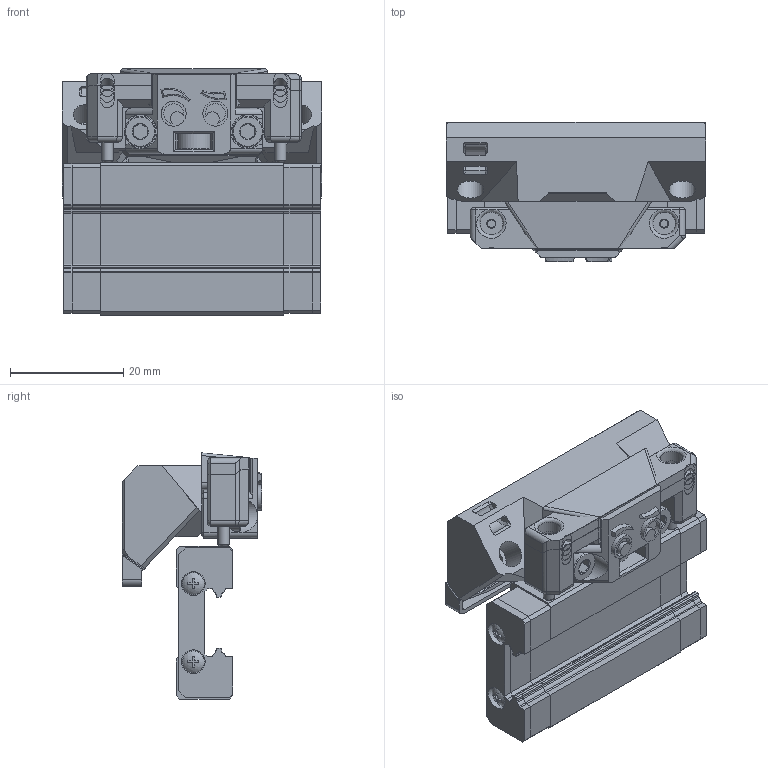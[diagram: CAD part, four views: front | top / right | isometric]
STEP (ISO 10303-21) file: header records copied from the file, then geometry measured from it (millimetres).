
FILE_DESCRIPTION(/* description */ (''),/* implementation_level */ '2;1');
FILE_NAME(/* name */ 'Unklicky_TAP.step',/* time_stamp */ '2022-11-24T00:46:06Z',/* author */ (''),/* organization */ (''),/* preprocessor_version */ 'ST-DEVELOPER v19.2',/* originating_system */ 'Autodesk Translation Framework v11.17.0.187',/* authorisation */ '');
FILE_SCHEMA (('AUTOMOTIVE_DESIGN { 1 0 10303 214 3 1 1 }'));
Length unit declared in the file: millimetre
Products named in the file (21): Unklicky_TAP; Unklicky TAP; Unklicky_TAP_Body; Extras (3); Magnets 6x3; M3x8 SHCS x2; Unklicky_TAP_pin; Extras (2); M2x10 Self-tapping Screw (14); Magnets 6x3 (1); Upper_TAP_PCB; MGN12H v2; PRODUCT_NAME_1; PRODUCT_NAME_6; PRODUCT_NAME_5; PRODUCT_NAME_7; PRODUCT_NAME_4; PRODUCT_NAME_8; PRODUCT_NAME_3; PRODUCT_NAME_2; PRODUCT_NAME_9
Assembly tree (20 placements, depth 5):
  Unklicky_TAP
    Unklicky TAP
      Unklicky_TAP_Body
        Extras (3)
          Magnets 6x3
          M3x8 SHCS x2
      Unklicky_TAP_pin
        Extras (2)
          M2x10 Self-tapping Screw (14)
          Magnets 6x3 (1)
      Upper_TAP_PCB
      MGN12H v2
        PRODUCT_NAME_1
        PRODUCT_NAME_6
        PRODUCT_NAME_5
        PRODUCT_NAME_7
        PRODUCT_NAME_4
        PRODUCT_NAME_8
        PRODUCT_NAME_3
        PRODUCT_NAME_2
        PRODUCT_NAME_9
Bounding box: 45.8 x 24.67 x 43.48 mm (x, y, z)
Volume: 25507.1 mm3; surface area: 20723.6 mm2
Topology: 23 solids, 23 shells, 1179 faces, 3039 edges, 1951 vertices
Faces by surface type: plane 648, cylinder 307, bspline 118, cone 88, sphere 18
Full cylindrical faces by diameter (mm): 1.6 x16, 2 x7, 2.459 x8, 2.5 x8, 2.7 x2, 3 x4, 3.2 x2, 3.4 x4, 3.5 x2, 4 x8, 4.2 x8, 4.4 x2, 4.7 x6, 5.5 x2, 6 x2
Entity records: 39974 total; most frequent: CARTESIAN_POINT 10958, ORIENTED_EDGE 6070, DIRECTION 5663, EDGE_CURVE 3035, VERTEX_POINT 1951, AXIS2_PLACEMENT_3D 1888, LINE 1887, VECTOR 1887
